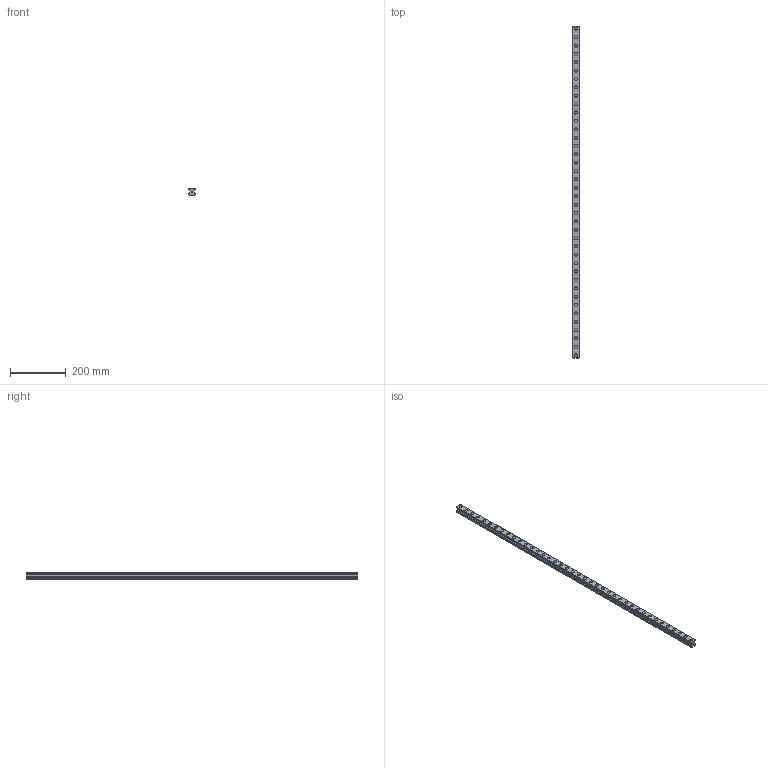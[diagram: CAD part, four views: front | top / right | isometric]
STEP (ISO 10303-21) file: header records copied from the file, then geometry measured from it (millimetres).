
FILE_DESCRIPTION(('STEP AP214'),'1');
FILE_NAME('cctmp_847121EC-4CFB-4ECF-915F-296C35ABEFBD_2021_03_10_11_43_10_0643..stp','2021-03-10T10:43:10',('HIWIN GmbH'),('CADClick - www.CADClick.com'),'Spatial InterOp 3D',' ','unknown authorization');
FILE_SCHEMA(('AUTOMOTIVE_DESIGN'));
Length unit declared in the file: millimetre
Products named in the file (1): RGR25R1190H_FILE
Bounding box: 23 x 1190 x 23.6 mm (x, y, z)
Volume: 476767.7 mm3; surface area: 148444.7 mm2
Topology: 1 solids, 1 shells, 477 faces, 1053 edges, 702 vertices
Faces by surface type: cylinder 258, plane 219
Entity records: 17203 total; most frequent: DIRECTION 2525, CARTESIAN_POINT 2233, ORIENTED_EDGE 2106, EDGE_CURVE 1053, AXIS2_PLACEMENT_3D 994, VERTEX_POINT 702, EDGE_LOOP 601, LINE 537
